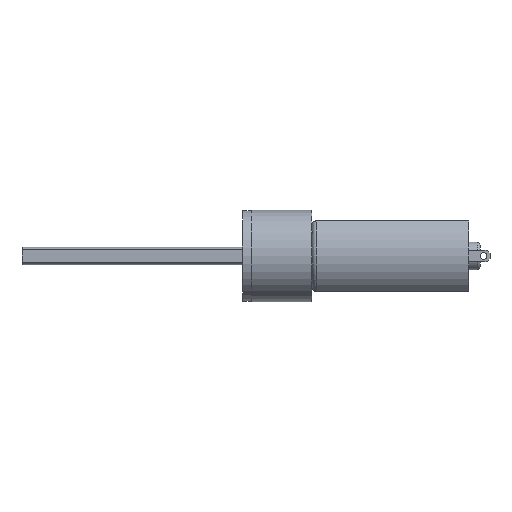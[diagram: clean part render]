
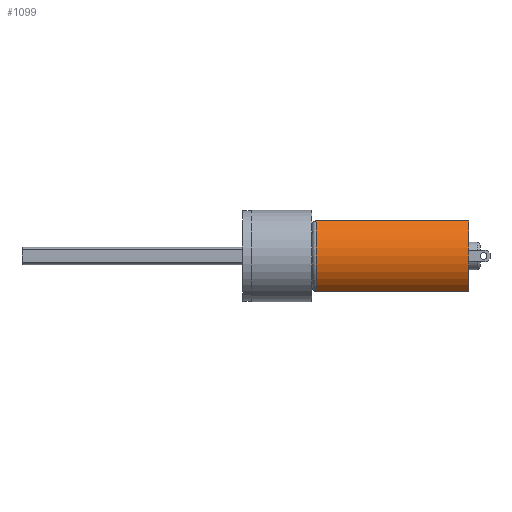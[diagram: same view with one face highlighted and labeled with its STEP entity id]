
A CAD part, front view. The second image highlights one B-rep face of the part: STEP entity #1099.
In plain terms, the highlighted cylindrical face has radius 7.75 mm (diameter 15.5 mm), a partial arc.
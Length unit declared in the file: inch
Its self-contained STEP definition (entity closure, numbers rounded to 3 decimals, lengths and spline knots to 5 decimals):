
#1079 = VERTEX_POINT ( 'NONE', #3661 ) ;
#1080 = ORIENTED_EDGE ( 'NONE', *, *, #1081, .F. ) ;
#1081 = EDGE_CURVE ( 'NONE', #1103, #1079, #3659, .T. ) ;
#1099 = ADVANCED_FACE ( 'NONE', ( #3688 ), #3687, .T. ) ;
#1100 = EDGE_LOOP ( 'NONE', ( #1101, #1105, #1108, #1080 ) ) ;
#1101 = ORIENTED_EDGE ( 'NONE', *, *, #1102, .T. ) ;
#1102 = EDGE_CURVE ( 'NONE', #1103, #1104, #3682, .T. ) ;
#1103 = VERTEX_POINT ( 'NONE', #3678 ) ;
#1104 = VERTEX_POINT ( 'NONE', #3677 ) ;
#1105 = ORIENTED_EDGE ( 'NONE', *, *, #1106, .T. ) ;
#1106 = EDGE_CURVE ( 'NONE', #1104, #1107, #3676, .T. ) ;
#1107 = VERTEX_POINT ( 'NONE', #3671 ) ;
#1108 = ORIENTED_EDGE ( 'NONE', *, *, #1109, .T. ) ;
#1109 = EDGE_CURVE ( 'NONE', #1107, #1079, #3670, .T. ) ;
#3655 = DIRECTION ( 'NONE',  ( 0., 0., -1. ) ) ;
#3656 = DIRECTION ( 'NONE',  ( 1., 0., 0. ) ) ;
#3657 = CARTESIAN_POINT ( 'NONE',  ( 1.051, 0., 0. ) ) ;
#3658 = AXIS2_PLACEMENT_3D ( 'NONE', #3657, #3656, #3655 ) ;
#3659 = CIRCLE ( 'NONE', #3658, 0.30512 ) ;
#3661 = CARTESIAN_POINT ( 'NONE',  ( 1.051, -0.19595, -0.23389 ) ) ;
#3667 = DIRECTION ( 'NONE',  ( 1., 0., 0. ) ) ;
#3668 = VECTOR ( 'NONE', #3667, 39.37008 ) ;
#3669 = CARTESIAN_POINT ( 'NONE',  ( 1.051, -0.19595, -0.23389 ) ) ;
#3670 = LINE ( 'NONE', #3669, #3668 ) ;
#3671 = CARTESIAN_POINT ( 'NONE',  ( 0.03, -0.19595, -0.23389 ) ) ;
#3672 = DIRECTION ( 'NONE',  ( 0., 0., 1. ) ) ;
#3673 = DIRECTION ( 'NONE',  ( 1., 0., 0. ) ) ;
#3674 = CARTESIAN_POINT ( 'NONE',  ( 0.03, 0., 0. ) ) ;
#3675 = AXIS2_PLACEMENT_3D ( 'NONE', #3674, #3673, #3672 ) ;
#3676 = CIRCLE ( 'NONE', #3675, 0.30512 ) ;
#3677 = CARTESIAN_POINT ( 'NONE',  ( 0.03, -0.19595, 0.23389 ) ) ;
#3678 = CARTESIAN_POINT ( 'NONE',  ( 1.051, -0.19595, 0.23389 ) ) ;
#3679 = DIRECTION ( 'NONE',  ( -1., 0., 0. ) ) ;
#3680 = VECTOR ( 'NONE', #3679, 39.37008 ) ;
#3681 = CARTESIAN_POINT ( 'NONE',  ( 1.051, -0.19595, 0.23389 ) ) ;
#3682 = LINE ( 'NONE', #3681, #3680 ) ;
#3683 = DIRECTION ( 'NONE',  ( 0., 0., 1. ) ) ;
#3684 = DIRECTION ( 'NONE',  ( -1., 0., 0. ) ) ;
#3685 = CARTESIAN_POINT ( 'NONE',  ( 1.051, 0., 0. ) ) ;
#3686 = AXIS2_PLACEMENT_3D ( 'NONE', #3685, #3684, #3683 ) ;
#3687 = CYLINDRICAL_SURFACE ( 'NONE', #3686, 0.30512 ) ;
#3688 = FACE_OUTER_BOUND ( 'NONE', #1100, .T. ) ;
